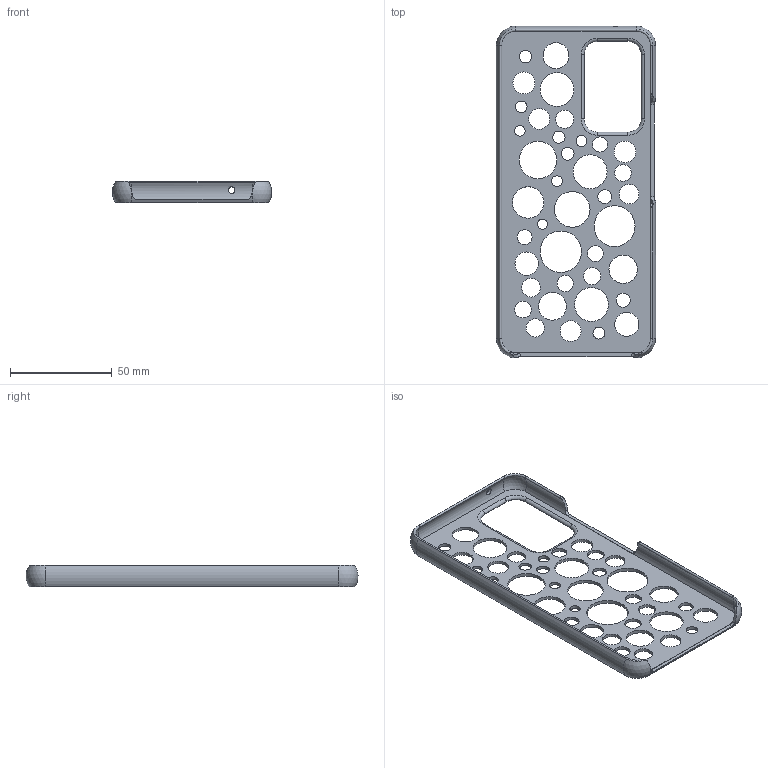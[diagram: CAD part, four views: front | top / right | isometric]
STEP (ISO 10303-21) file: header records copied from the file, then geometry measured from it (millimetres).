
FILE_DESCRIPTION(('FreeCAD Model'),'2;1');
FILE_NAME('Open CASCADE Shape Model','2023-12-10T11:59:48',(''),(''), 'Open CASCADE STEP processor 7.6','FreeCAD','Unknown');
FILE_SCHEMA(('AUTOMOTIVE_DESIGN { 1 0 10303 214 1 1 1 1 }'));
Length unit declared in the file: millimetre
Products named in the file (1): Galaxy_A53_Pattern1
Bounding box: 78.09 x 162.83 x 10.56 mm (x, y, z)
Volume: 15665.3 mm3; surface area: 23239.9 mm2
Topology: 1 solids, 1 shells, 98 faces, 276 edges, 180 vertices
Faces by surface type: cylinder 68, plane 14, torus 8, sphere 8
Full cylindrical faces by diameter (mm): 4.984 x1, 5.159 x1, 5.255 x1, 5.279 x1, 5.645 x1, 5.865 x1, 6.017 x1, 6.045 x1, 6.271 x1, 6.804 x1, 6.934 x1, 7.295 x1, 7.372 x1, 7.839 x1, 8.054 x1, 8.147 x1, 8.229 x1, 8.449 x1, 8.871 x1, 8.979 x1, 9.136 x1, 9.606 x1, 10.217 x1, 10.228 x1, 10.606 x1, 10.783 x1, 11.495 x1, 11.801 x1, 12.721 x1, 13.658 x1
Entity records: 3955 total; most frequent: CARTESIAN_POINT 1148, DIRECTION 596, ORIENTED_EDGE 552, EDGE_CURVE 276, AXIS2_PLACEMENT_3D 251, FACE_BOUND 180, EDGE_LOOP 180, VERTEX_POINT 180
